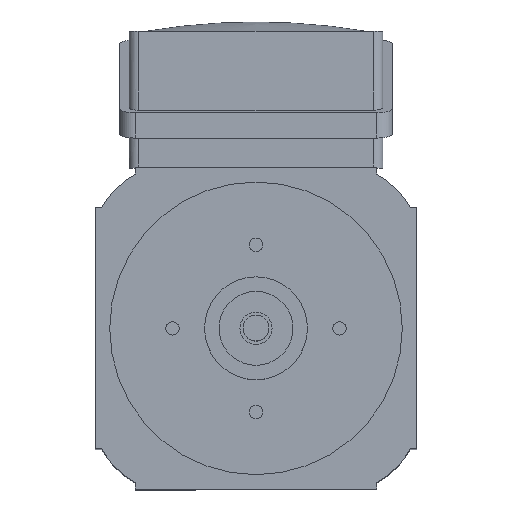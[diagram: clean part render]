
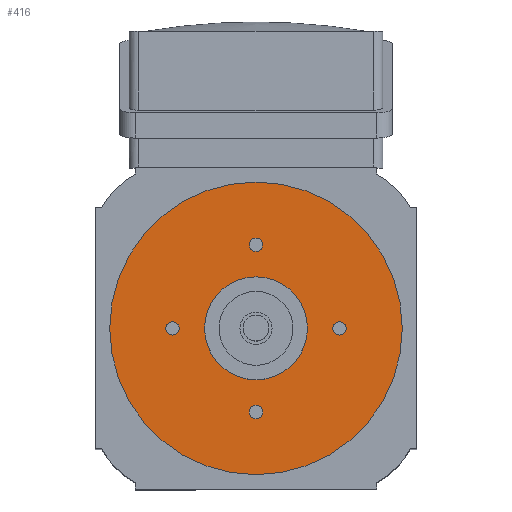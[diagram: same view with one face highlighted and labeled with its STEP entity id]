
A CAD part, top view. The second image highlights one B-rep face of the part: STEP entity #416.
In plain terms, the highlighted planar face has unit normal (0, 0, 1).
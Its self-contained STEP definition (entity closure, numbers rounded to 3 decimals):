
#2 = DIRECTION ( 'NONE',  ( 0., 0., 1. ) ) ;
#34 = DIRECTION ( 'NONE',  ( 1., 0., 0. ) ) ;
#93 = CARTESIAN_POINT ( 'NONE',  ( 0., 26., 0. ) ) ;
#156 = VERTEX_POINT ( 'NONE', #2052 ) ;
#175 = AXIS2_PLACEMENT_3D ( 'NONE', #93, #4285, #1755 ) ;
#184 = CARTESIAN_POINT ( 'NONE',  ( -2.1, -26., 0. ) ) ;
#202 = DIRECTION ( 'NONE',  ( 1., 0., 0. ) ) ;
#324 = CARTESIAN_POINT ( 'NONE',  ( 45.5, 0., 0. ) ) ;
#333 = CIRCLE ( 'NONE', #3827, 16. ) ;
#416 = ADVANCED_FACE ( 'NONE', ( #4201, #1269, #1681, #4169, #3723, #5403 ), #3345, .T. ) ;
#533 = DIRECTION ( 'NONE',  ( 1., 0., 0. ) ) ;
#539 = AXIS2_PLACEMENT_3D ( 'NONE', #5192, #1443, #1337 ) ;
#629 = EDGE_CURVE ( 'NONE', #3755, #4489, #2375, .T. ) ;
#632 = CIRCLE ( 'NONE', #1238, 45.5 ) ;
#642 = CARTESIAN_POINT ( 'NONE',  ( 0., 0., 0. ) ) ;
#745 = CARTESIAN_POINT ( 'NONE',  ( 0., -26., 0. ) ) ;
#783 = DIRECTION ( 'NONE',  ( 1., 0., 0. ) ) ;
#924 = DIRECTION ( 'NONE',  ( 1., 0., 0. ) ) ;
#985 = AXIS2_PLACEMENT_3D ( 'NONE', #3284, #4174, #783 ) ;
#1001 = CARTESIAN_POINT ( 'NONE',  ( 0., 26., 0. ) ) ;
#1008 = EDGE_CURVE ( 'NONE', #4567, #1319, #3323, .T. ) ;
#1071 = ORIENTED_EDGE ( 'NONE', *, *, #4628, .T. ) ;
#1147 = DIRECTION ( 'NONE',  ( 0., 0., 1. ) ) ;
#1221 = CARTESIAN_POINT ( 'NONE',  ( 0., 0., 0. ) ) ;
#1238 = AXIS2_PLACEMENT_3D ( 'NONE', #642, #4288, #533 ) ;
#1269 = FACE_BOUND ( 'NONE', #2530, .T. ) ;
#1319 = VERTEX_POINT ( 'NONE', #3393 ) ;
#1330 = CIRCLE ( 'NONE', #5350, 2.1 ) ;
#1337 = DIRECTION ( 'NONE',  ( 1., 0., 0. ) ) ;
#1443 = DIRECTION ( 'NONE',  ( 0., 0., 1. ) ) ;
#1549 = EDGE_LOOP ( 'NONE', ( #5020, #4895 ) ) ;
#1681 = FACE_BOUND ( 'NONE', #4051, .T. ) ;
#1737 = VERTEX_POINT ( 'NONE', #2725 ) ;
#1755 = DIRECTION ( 'NONE',  ( 1., 0., 0. ) ) ;
#1786 = VERTEX_POINT ( 'NONE', #4261 ) ;
#1820 = AXIS2_PLACEMENT_3D ( 'NONE', #745, #1147, #2818 ) ;
#1908 = ORIENTED_EDGE ( 'NONE', *, *, #3814, .F. ) ;
#1913 = EDGE_CURVE ( 'NONE', #3223, #3845, #632, .T. ) ;
#1952 = EDGE_LOOP ( 'NONE', ( #3319, #3082 ) ) ;
#2052 = CARTESIAN_POINT ( 'NONE',  ( -23.9, 0., 0. ) ) ;
#2058 = CARTESIAN_POINT ( 'NONE',  ( -26., 0., 0. ) ) ;
#2150 = VERTEX_POINT ( 'NONE', #5384 ) ;
#2185 = ORIENTED_EDGE ( 'NONE', *, *, #1008, .F. ) ;
#2224 = AXIS2_PLACEMENT_3D ( 'NONE', #1001, #5209, #202 ) ;
#2246 = EDGE_CURVE ( 'NONE', #1786, #5073, #4565, .T. ) ;
#2248 = DIRECTION ( 'NONE',  ( 1., 0., 0. ) ) ;
#2375 = CIRCLE ( 'NONE', #4544, 2.1 ) ;
#2391 = EDGE_LOOP ( 'NONE', ( #1071, #5122 ) ) ;
#2421 = DIRECTION ( 'NONE',  ( 1., 0., 0. ) ) ;
#2530 = EDGE_LOOP ( 'NONE', ( #3831, #4057 ) ) ;
#2606 = DIRECTION ( 'NONE',  ( 0., 0., 1. ) ) ;
#2639 = CARTESIAN_POINT ( 'NONE',  ( 23.9, 0., 0. ) ) ;
#2655 = CARTESIAN_POINT ( 'NONE',  ( 0., 0., 0. ) ) ;
#2660 = EDGE_CURVE ( 'NONE', #2150, #4608, #5005, .T. ) ;
#2725 = CARTESIAN_POINT ( 'NONE',  ( -28.1, 0., 0. ) ) ;
#2736 = DIRECTION ( 'NONE',  ( 0., 0., 1. ) ) ;
#2782 = AXIS2_PLACEMENT_3D ( 'NONE', #2655, #3016, #2248 ) ;
#2814 = EDGE_CURVE ( 'NONE', #1737, #156, #3861, .T. ) ;
#2818 = DIRECTION ( 'NONE',  ( 1., 0., 0. ) ) ;
#2890 = DIRECTION ( 'NONE',  ( 0., 0., 1. ) ) ;
#2896 = CARTESIAN_POINT ( 'NONE',  ( -26., 0., 0. ) ) ;
#2919 = EDGE_CURVE ( 'NONE', #156, #1737, #1330, .T. ) ;
#2938 = EDGE_LOOP ( 'NONE', ( #2185, #4887 ) ) ;
#2979 = CIRCLE ( 'NONE', #985, 2.1 ) ;
#3016 = DIRECTION ( 'NONE',  ( 0., 0., 1. ) ) ;
#3082 = ORIENTED_EDGE ( 'NONE', *, *, #629, .F. ) ;
#3091 = EDGE_CURVE ( 'NONE', #4489, #3755, #2979, .T. ) ;
#3124 = CARTESIAN_POINT ( 'NONE',  ( -16., 0., 0. ) ) ;
#3223 = VERTEX_POINT ( 'NONE', #3439 ) ;
#3284 = CARTESIAN_POINT ( 'NONE',  ( 26., 0., 0. ) ) ;
#3319 = ORIENTED_EDGE ( 'NONE', *, *, #3091, .F. ) ;
#3323 = CIRCLE ( 'NONE', #539, 16. ) ;
#3345 = PLANE ( 'NONE',  #4629 ) ;
#3393 = CARTESIAN_POINT ( 'NONE',  ( 16., 0., 0. ) ) ;
#3394 = CIRCLE ( 'NONE', #1820, 2.1 ) ;
#3439 = CARTESIAN_POINT ( 'NONE',  ( -45.5, 0., 0. ) ) ;
#3545 = CARTESIAN_POINT ( 'NONE',  ( 0., -26., 0. ) ) ;
#3662 = ORIENTED_EDGE ( 'NONE', *, *, #2660, .F. ) ;
#3723 = FACE_OUTER_BOUND ( 'NONE', #2391, .T. ) ;
#3755 = VERTEX_POINT ( 'NONE', #2639 ) ;
#3807 = CARTESIAN_POINT ( 'NONE',  ( 0., 0., 0. ) ) ;
#3814 = EDGE_CURVE ( 'NONE', #4608, #2150, #3394, .T. ) ;
#3827 = AXIS2_PLACEMENT_3D ( 'NONE', #1221, #2890, #4563 ) ;
#3831 = ORIENTED_EDGE ( 'NONE', *, *, #2919, .F. ) ;
#3833 = CARTESIAN_POINT ( 'NONE',  ( -2.1, 26., 0. ) ) ;
#3845 = VERTEX_POINT ( 'NONE', #324 ) ;
#3861 = CIRCLE ( 'NONE', #4555, 2.1 ) ;
#4047 = DIRECTION ( 'NONE',  ( 0., 0., 1. ) ) ;
#4051 = EDGE_LOOP ( 'NONE', ( #3662, #1908 ) ) ;
#4057 = ORIENTED_EDGE ( 'NONE', *, *, #2814, .F. ) ;
#4169 = FACE_BOUND ( 'NONE', #1952, .T. ) ;
#4174 = DIRECTION ( 'NONE',  ( 0., 0., 1. ) ) ;
#4201 = FACE_BOUND ( 'NONE', #1549, .T. ) ;
#4211 = EDGE_CURVE ( 'NONE', #5073, #1786, #4364, .T. ) ;
#4261 = CARTESIAN_POINT ( 'NONE',  ( 2.1, 26., 0. ) ) ;
#4285 = DIRECTION ( 'NONE',  ( 0., 0., 1. ) ) ;
#4288 = DIRECTION ( 'NONE',  ( 0., 0., 1. ) ) ;
#4364 = CIRCLE ( 'NONE', #175, 2.1 ) ;
#4464 = AXIS2_PLACEMENT_3D ( 'NONE', #3545, #2736, #4855 ) ;
#4489 = VERTEX_POINT ( 'NONE', #4650 ) ;
#4509 = EDGE_CURVE ( 'NONE', #1319, #4567, #333, .T. ) ;
#4544 = AXIS2_PLACEMENT_3D ( 'NONE', #4594, #2, #34 ) ;
#4555 = AXIS2_PLACEMENT_3D ( 'NONE', #2058, #4047, #2421 ) ;
#4563 = DIRECTION ( 'NONE',  ( 1., 0., 0. ) ) ;
#4565 = CIRCLE ( 'NONE', #2224, 2.1 ) ;
#4567 = VERTEX_POINT ( 'NONE', #3124 ) ;
#4594 = CARTESIAN_POINT ( 'NONE',  ( 26., 0., 0. ) ) ;
#4608 = VERTEX_POINT ( 'NONE', #184 ) ;
#4628 = EDGE_CURVE ( 'NONE', #3845, #3223, #5155, .T. ) ;
#4629 = AXIS2_PLACEMENT_3D ( 'NONE', #3807, #5001, #924 ) ;
#4650 = CARTESIAN_POINT ( 'NONE',  ( 28.1, 0., 0. ) ) ;
#4855 = DIRECTION ( 'NONE',  ( 1., 0., 0. ) ) ;
#4887 = ORIENTED_EDGE ( 'NONE', *, *, #4509, .F. ) ;
#4895 = ORIENTED_EDGE ( 'NONE', *, *, #4211, .F. ) ;
#5001 = DIRECTION ( 'NONE',  ( 0., 0., 1. ) ) ;
#5005 = CIRCLE ( 'NONE', #4464, 2.1 ) ;
#5020 = ORIENTED_EDGE ( 'NONE', *, *, #2246, .F. ) ;
#5073 = VERTEX_POINT ( 'NONE', #3833 ) ;
#5122 = ORIENTED_EDGE ( 'NONE', *, *, #1913, .T. ) ;
#5123 = DIRECTION ( 'NONE',  ( 1., 0., 0. ) ) ;
#5155 = CIRCLE ( 'NONE', #2782, 45.5 ) ;
#5192 = CARTESIAN_POINT ( 'NONE',  ( 0., 0., 0. ) ) ;
#5209 = DIRECTION ( 'NONE',  ( 0., 0., 1. ) ) ;
#5350 = AXIS2_PLACEMENT_3D ( 'NONE', #2896, #2606, #5123 ) ;
#5384 = CARTESIAN_POINT ( 'NONE',  ( 2.1, -26., 0. ) ) ;
#5403 = FACE_BOUND ( 'NONE', #2938, .T. ) ;
